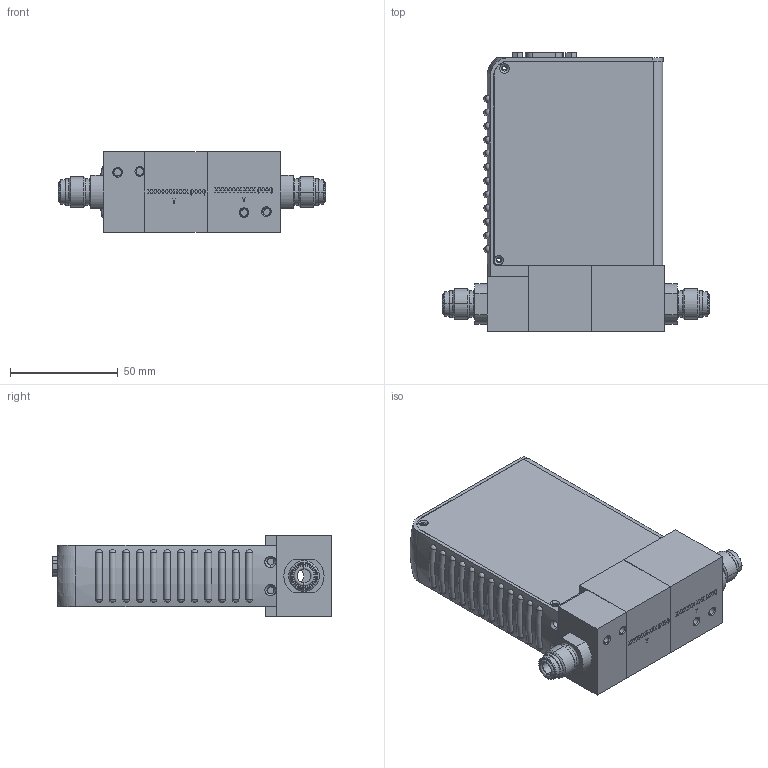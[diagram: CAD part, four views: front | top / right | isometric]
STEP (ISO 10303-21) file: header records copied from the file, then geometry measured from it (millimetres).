
FILE_DESCRIPTION (( 'STEP AP203' ), '1' );
FILE_NAME ('GF100-VX-G1.STEP', '2013-12-18T15:57:31', ( 'mrutkowski' ), ( 'Hewlett-Packard Company' ), 'SwSTEP 2.0', 'SolidWorks 2012', '' );
FILE_SCHEMA (( 'CONFIG_CONTROL_DESIGN' ));
Length unit declared in the file: inch
Products named in the file (1): GF100-VX-G1
Bounding box: 124.02 x 129.4 x 37.59 mm (x, y, z)
Surface area: 61230.9 mm2 (no closed solid volume)
Topology: 0 solids, 34 shells, 423 faces, 2125 edges, 1738 vertices
Faces by surface type: plane 184, cylinder 131, cone 42, torus 41, bspline 25
Entity records: 26903 total; most frequent: CARTESIAN_POINT 10113, DIRECTION 3364, ORIENTED_EDGE 2931, EDGE_CURVE 2125, VERTEX_POINT 1738, LINE 1386, VECTOR 1386, AXIS2_PLACEMENT_3D 989
